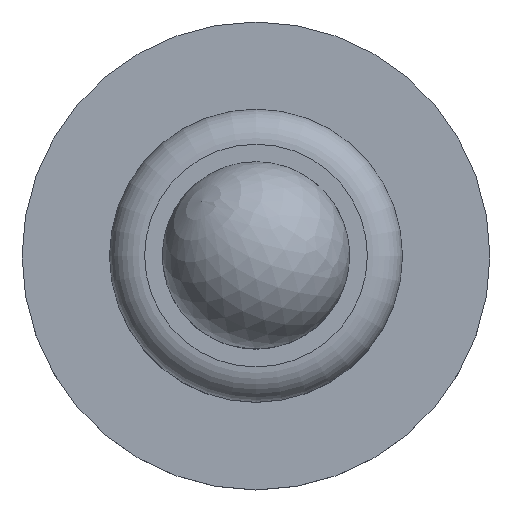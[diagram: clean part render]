
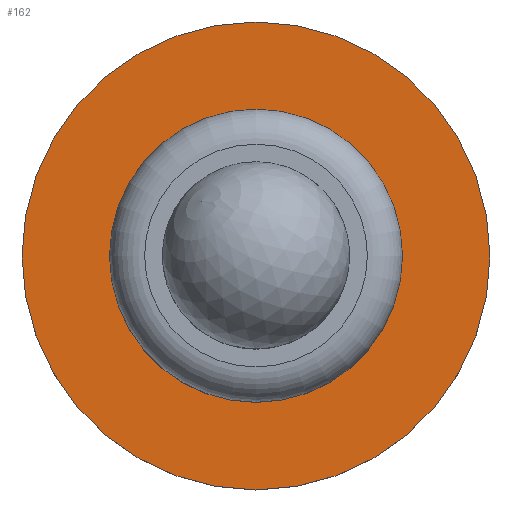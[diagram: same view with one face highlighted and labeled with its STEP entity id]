
A CAD part, top view. The second image highlights one B-rep face of the part: STEP entity #162.
In plain terms, the highlighted planar face has unit normal (0, 0, 1).
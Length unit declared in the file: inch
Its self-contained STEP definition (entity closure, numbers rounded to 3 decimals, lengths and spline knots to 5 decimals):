
#16=FACE_BOUND('',#47,.T.);
#20=PLANE('',#202);
#34=FACE_OUTER_BOUND('',#46,.T.);
#46=EDGE_LOOP('',(#145));
#47=EDGE_LOOP('',(#146));
#63=CIRCLE('',#183,0.02465);
#67=CIRCLE('',#188,0.03937);
#78=VERTEX_POINT('',#273);
#82=VERTEX_POINT('',#283);
#93=EDGE_CURVE('',#78,#78,#63,.T.);
#99=EDGE_CURVE('',#82,#82,#67,.T.);
#145=ORIENTED_EDGE('',*,*,#99,.F.);
#146=ORIENTED_EDGE('',*,*,#93,.F.);
#162=ADVANCED_FACE('',(#34,#16),#20,.F.);
#183=AXIS2_PLACEMENT_3D('',#274,#217,#218);
#188=AXIS2_PLACEMENT_3D('',#285,#229,#230);
#202=AXIS2_PLACEMENT_3D('',#307,#259,#260);
#217=DIRECTION('center_axis',(0.,0.,
1.));
#218=DIRECTION('ref_axis',(0.,-1.,0.));
#229=DIRECTION('center_axis',(0.,0.,
-1.));
#230=DIRECTION('ref_axis',(0.,-1.,0.));
#259=DIRECTION('center_axis',(0.,0.,
-1.));
#260=DIRECTION('ref_axis',(0.,-1.,0.));
#273=CARTESIAN_POINT('',(0.,0.02465,0.00787));
#274=CARTESIAN_POINT('Origin',(0.,0.,0.00787));
#283=CARTESIAN_POINT('',(0.,0.03937,0.00787));
#285=CARTESIAN_POINT('Origin',(0.,0.,0.00787));
#307=CARTESIAN_POINT('Origin',(0.,0.02465,
0.00787));
